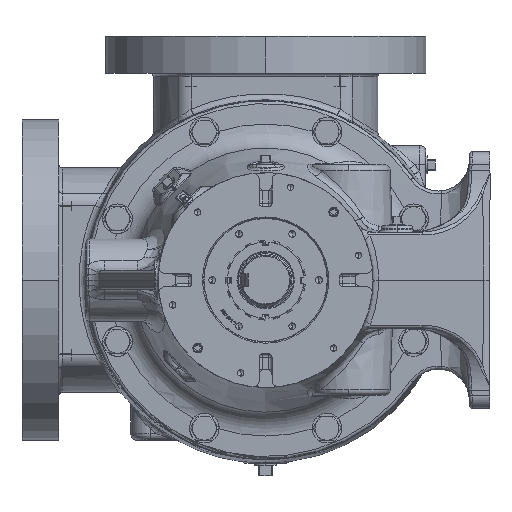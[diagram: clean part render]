
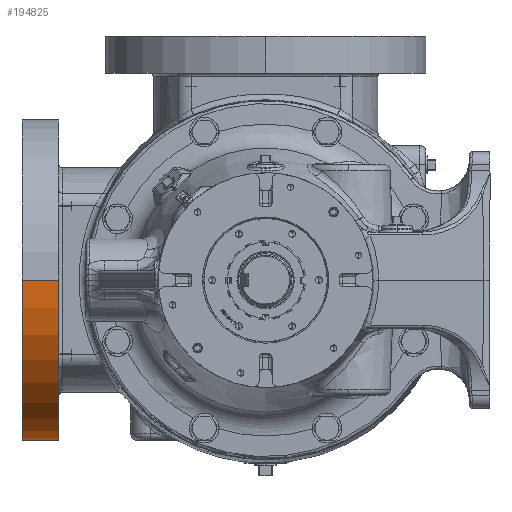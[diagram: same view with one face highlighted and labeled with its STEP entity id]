
A CAD part, left-side view. The second image highlights one B-rep face of the part: STEP entity #194825.
In plain terms, the highlighted cylindrical face has radius 158.75 mm (diameter 317.5 mm), a partial arc.
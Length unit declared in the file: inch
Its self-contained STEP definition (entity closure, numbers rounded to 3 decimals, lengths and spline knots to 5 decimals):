
#5548 = ORIENTED_EDGE ( 'NONE', *, *, #216680, .T. ) ;
#18153 = AXIS2_PLACEMENT_3D ( 'NONE', #45443, #141249, #106336 ) ;
#18852 = CARTESIAN_POINT ( 'NONE',  ( -2.11, 4.87954, 0. ) ) ;
#22293 = DIRECTION ( 'NONE',  ( -1., 0., 0. ) ) ;
#23326 = CARTESIAN_POINT ( 'NONE',  ( 10.39, 4.87954, 0. ) ) ;
#25939 = VECTOR ( 'NONE', #170817, 39.37008 ) ;
#39533 = LINE ( 'NONE', #23326, #173676 ) ;
#39741 = CARTESIAN_POINT ( 'NONE',  ( 4.14, 4.87954, 0. ) ) ;
#39855 = VERTEX_POINT ( 'NONE', #217779 ) ;
#40342 = EDGE_CURVE ( 'NONE', #65972, #243328, #173372, .T. ) ;
#45443 = CARTESIAN_POINT ( 'NONE',  ( 4.14, 9.5, 0. ) ) ;
#65972 = VERTEX_POINT ( 'NONE', #89691 ) ;
#75126 = ORIENTED_EDGE ( 'NONE', *, *, #79986, .F. ) ;
#79339 = DIRECTION ( 'NONE',  ( 0., -1., 0. ) ) ;
#79986 = EDGE_CURVE ( 'NONE', #176486, #39855, #119592, .T. ) ;
#84467 = EDGE_CURVE ( 'NONE', #65972, #176486, #113487, .T. ) ;
#85839 = ORIENTED_EDGE ( 'NONE', *, *, #84467, .F. ) ;
#89691 = CARTESIAN_POINT ( 'NONE',  ( -2.11, 9.5, 0. ) ) ;
#93335 = FACE_OUTER_BOUND ( 'NONE', #143152, .T. ) ;
#106336 = DIRECTION ( 'NONE',  ( -1., 0., 0. ) ) ;
#111596 = AXIS2_PLACEMENT_3D ( 'NONE', #115411, #134010, #195100 ) ;
#113487 = LINE ( 'NONE', #18852, #25939 ) ;
#115411 = CARTESIAN_POINT ( 'NONE',  ( 4.14, 8.06, 0. ) ) ;
#119592 = CIRCLE ( 'NONE', #111596, 6.25 ) ;
#133825 = ORIENTED_EDGE ( 'NONE', *, *, #40342, .T. ) ;
#134010 = DIRECTION ( 'NONE',  ( 0., -1., 0. ) ) ;
#137956 = DIRECTION ( 'NONE',  ( 0., -1., 0. ) ) ;
#141249 = DIRECTION ( 'NONE',  ( 0., -1., 0. ) ) ;
#143152 = EDGE_LOOP ( 'NONE', ( #133825, #5548, #75126, #85839 ) ) ;
#155877 = CARTESIAN_POINT ( 'NONE',  ( -2.11, 8.06, 0. ) ) ;
#166831 = CYLINDRICAL_SURFACE ( 'NONE', #170710, 6.25 ) ;
#170710 = AXIS2_PLACEMENT_3D ( 'NONE', #39741, #137956, #22293 ) ;
#170817 = DIRECTION ( 'NONE',  ( 0., -1., 0. ) ) ;
#173372 = CIRCLE ( 'NONE', #18153, 6.25 ) ;
#173676 = VECTOR ( 'NONE', #79339, 39.37008 ) ;
#176486 = VERTEX_POINT ( 'NONE', #155877 ) ;
#194825 = ADVANCED_FACE ( 'NONE', ( #93335 ), #166831, .T. ) ;
#195100 = DIRECTION ( 'NONE',  ( -1., 0., 0. ) ) ;
#199721 = CARTESIAN_POINT ( 'NONE',  ( 10.39, 9.5, 0. ) ) ;
#216680 = EDGE_CURVE ( 'NONE', #243328, #39855, #39533, .T. ) ;
#217779 = CARTESIAN_POINT ( 'NONE',  ( 10.39, 8.06, 0. ) ) ;
#243328 = VERTEX_POINT ( 'NONE', #199721 ) ;
